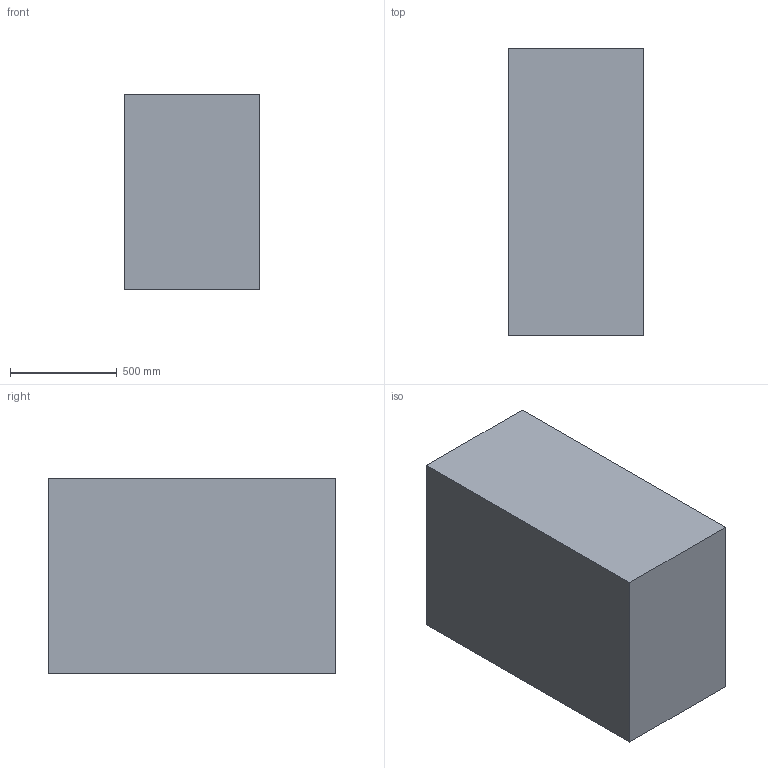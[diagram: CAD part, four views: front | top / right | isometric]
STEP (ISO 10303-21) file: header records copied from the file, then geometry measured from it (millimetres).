
FILE_DESCRIPTION((''),'2;1');
FILE_NAME('vaporizer.stp','2009-11-19T16:39:09',('bcolema'),(''),'Autodesk Inventor 2010','Autodesk Inventor 2010','');
FILE_SCHEMA(('AUTOMOTIVE_DESIGN { 1 0 10303 214 1 1 1 1 }'));
Length unit declared in the file: inch
Products named in the file (1): vaporizer
Bounding box: 635 x 1346.2 x 914.4 mm (x, y, z)
Volume: 780293976.4 mm3; surface area: 5418917.7 mm2
Topology: 1 solids, 1 shells, 49 faces, 126 edges, 84 vertices
Faces by surface type: plane 27, bspline 22
Entity records: 1686 total; most frequent: CARTESIAN_POINT 612, ORIENTED_EDGE 252, DIRECTION 138, EDGE_CURVE 126, VERTEX_POINT 84, VECTOR 82, LINE 82, EDGE_LOOP 54
